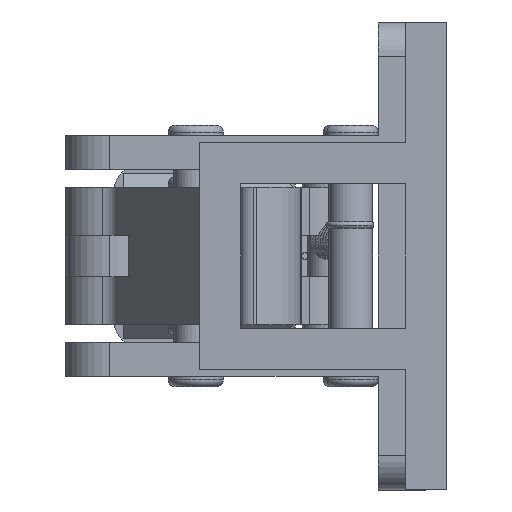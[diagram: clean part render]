
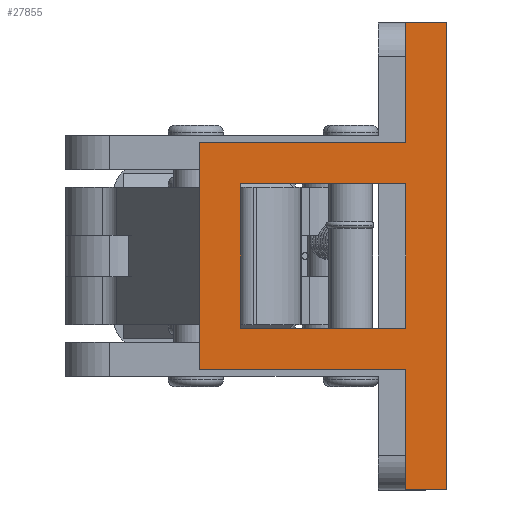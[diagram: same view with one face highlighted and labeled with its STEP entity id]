
A CAD part, left-side view. The second image highlights one B-rep face of the part: STEP entity #27855.
In plain terms, the highlighted face is planar.
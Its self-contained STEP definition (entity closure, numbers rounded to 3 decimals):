
#874 = AXIS2_PLACEMENT_3D ( 'NONE', #8032, #8566, #8155 ) ;
#1777 = LINE ( 'NONE', #14929, #1782 ) ;
#1779 = LINE ( 'NONE', #14923, #1784 ) ;
#1782 = VECTOR ( 'NONE', #14920, 1000. ) ;
#1783 = LINE ( 'NONE', #14918, #1786 ) ;
#1784 = VECTOR ( 'NONE', #14919, 1000. ) ;
#1785 = LINE ( 'NONE', #14916, #1788 ) ;
#1786 = VECTOR ( 'NONE', #14917, 1000. ) ;
#1787 = LINE ( 'NONE', #14912, #1790 ) ;
#1788 = VECTOR ( 'NONE', #14913, 1000. ) ;
#1789 = LINE ( 'NONE', #14909, #1792 ) ;
#1790 = VECTOR ( 'NONE', #14911, 1000. ) ;
#1791 = LINE ( 'NONE', #14907, #1794 ) ;
#1792 = VECTOR ( 'NONE', #14908, 1000. ) ;
#1793 = LINE ( 'NONE', #14905, #1796 ) ;
#1794 = VECTOR ( 'NONE', #14906, 1000. ) ;
#1795 = LINE ( 'NONE', #14903, #1798 ) ;
#1796 = VECTOR ( 'NONE', #14904, 1000. ) ;
#1797 = LINE ( 'NONE', #14901, #1800 ) ;
#1798 = VECTOR ( 'NONE', #14902, 1000. ) ;
#1799 = LINE ( 'NONE', #14899, #1802 ) ;
#1800 = VECTOR ( 'NONE', #14900, 1000. ) ;
#1801 = LINE ( 'NONE', #14897, #1804 ) ;
#1802 = VECTOR ( 'NONE', #14898, 1000. ) ;
#1804 = VECTOR ( 'NONE', #14896, 1000. ) ;
#4883 = VERTEX_POINT ( 'NONE', #11819 ) ;
#6919 = EDGE_CURVE ( 'NONE', #13961, #14607, #1777, .T. ) ;
#6920 = EDGE_CURVE ( 'NONE', #13247, #13961, #1779, .T. ) ;
#6921 = EDGE_CURVE ( 'NONE', #14609, #13247, #1783, .T. ) ;
#6922 = EDGE_CURVE ( 'NONE', #14607, #14609, #1785, .T. ) ;
#6923 = EDGE_CURVE ( 'NONE', #14619, #14616, #1787, .T. ) ;
#6924 = EDGE_CURVE ( 'NONE', #14616, #14622, #1789, .T. ) ;
#6925 = EDGE_CURVE ( 'NONE', #14622, #14611, #1791, .T. ) ;
#6926 = EDGE_CURVE ( 'NONE', #14611, #14085, #1793, .T. ) ;
#6927 = EDGE_CURVE ( 'NONE', #14085, #14615, #1795, .T. ) ;
#6928 = EDGE_CURVE ( 'NONE', #14615, #14610, #1797, .T. ) ;
#6929 = EDGE_CURVE ( 'NONE', #14610, #4883, #1799, .T. ) ;
#6930 = EDGE_CURVE ( 'NONE', #4883, #14619, #1801, .T. ) ;
#8032 = CARTESIAN_POINT ( 'NONE',  ( 0., 0., -8. ) ) ;
#8155 = DIRECTION ( 'NONE',  ( 1., 0., 0. ) ) ;
#8387 = PLANE ( 'NONE',  #874 ) ;
#8566 = DIRECTION ( 'NONE',  ( 0., 0., 1. ) ) ;
#11819 = CARTESIAN_POINT ( 'NONE',  ( 34., 0., -8. ) ) ;
#13086 = ORIENTED_EDGE ( 'NONE', *, *, #6930, .F. ) ;
#13087 = ORIENTED_EDGE ( 'NONE', *, *, #6929, .F. ) ;
#13088 = ORIENTED_EDGE ( 'NONE', *, *, #6928, .F. ) ;
#13089 = ORIENTED_EDGE ( 'NONE', *, *, #6927, .F. ) ;
#13090 = ORIENTED_EDGE ( 'NONE', *, *, #6926, .F. ) ;
#13091 = ORIENTED_EDGE ( 'NONE', *, *, #6925, .F. ) ;
#13092 = ORIENTED_EDGE ( 'NONE', *, *, #6924, .F. ) ;
#13093 = ORIENTED_EDGE ( 'NONE', *, *, #6923, .F. ) ;
#13094 = ORIENTED_EDGE ( 'NONE', *, *, #6922, .T. ) ;
#13095 = ORIENTED_EDGE ( 'NONE', *, *, #6921, .T. ) ;
#13096 = ORIENTED_EDGE ( 'NONE', *, *, #6920, .T. ) ;
#13097 = ORIENTED_EDGE ( 'NONE', *, *, #6919, .T. ) ;
#13247 = VERTEX_POINT ( 'NONE', #15530 ) ;
#13961 = VERTEX_POINT ( 'NONE', #24832 ) ;
#14085 = VERTEX_POINT ( 'NONE', #24804 ) ;
#14607 = VERTEX_POINT ( 'NONE', #23886 ) ;
#14609 = VERTEX_POINT ( 'NONE', #23884 ) ;
#14610 = VERTEX_POINT ( 'NONE', #23890 ) ;
#14611 = VERTEX_POINT ( 'NONE', #23883 ) ;
#14615 = VERTEX_POINT ( 'NONE', #23881 ) ;
#14616 = VERTEX_POINT ( 'NONE', #23880 ) ;
#14619 = VERTEX_POINT ( 'NONE', #23875 ) ;
#14622 = VERTEX_POINT ( 'NONE', #23874 ) ;
#14896 = DIRECTION ( 'NONE',  ( 0., 1., 0. ) ) ;
#14897 = CARTESIAN_POINT ( 'NONE',  ( 34., 0., -8. ) ) ;
#14898 = DIRECTION ( 'NONE',  ( 1., 0., 0. ) ) ;
#14899 = CARTESIAN_POINT ( 'NONE',  ( -34., 0., -8. ) ) ;
#14900 = DIRECTION ( 'NONE',  ( 0., -1., 0. ) ) ;
#14901 = CARTESIAN_POINT ( 'NONE',  ( -34., 6., -8. ) ) ;
#14902 = DIRECTION ( 'NONE',  ( -1., 0., 0. ) ) ;
#14903 = CARTESIAN_POINT ( 'NONE',  ( -16.5, 6., -8. ) ) ;
#14904 = DIRECTION ( 'NONE',  ( 0., -1., 0. ) ) ;
#14905 = CARTESIAN_POINT ( 'NONE',  ( -16.5, 36., -8. ) ) ;
#14906 = DIRECTION ( 'NONE',  ( -1., 0., 0. ) ) ;
#14907 = CARTESIAN_POINT ( 'NONE',  ( 16.5, 36., -8. ) ) ;
#14908 = DIRECTION ( 'NONE',  ( 0., 1., 0. ) ) ;
#14909 = CARTESIAN_POINT ( 'NONE',  ( 16.5, 6., -8. ) ) ;
#14911 = DIRECTION ( 'NONE',  ( -1., 0., 0. ) ) ;
#14912 = CARTESIAN_POINT ( 'NONE',  ( 34., 6., -8. ) ) ;
#14913 = DIRECTION ( 'NONE',  ( 0., 1., 0. ) ) ;
#14916 = CARTESIAN_POINT ( 'NONE',  ( 10.5, 30., -8. ) ) ;
#14917 = DIRECTION ( 'NONE',  ( -1., 0., 0. ) ) ;
#14918 = CARTESIAN_POINT ( 'NONE',  ( -10.5, 30., -8. ) ) ;
#14919 = DIRECTION ( 'NONE',  ( 0., -1., 0. ) ) ;
#14920 = DIRECTION ( 'NONE',  ( 1., 0., 0. ) ) ;
#14923 = CARTESIAN_POINT ( 'NONE',  ( -10.5, 30., -8. ) ) ;
#14929 = CARTESIAN_POINT ( 'NONE',  ( -10.5, 6., -8. ) ) ;
#15530 = CARTESIAN_POINT ( 'NONE',  ( -10.5, 30., -8. ) ) ;
#16697 = EDGE_LOOP ( 'NONE', ( #13094, #13095, #13096, #13097 ) ) ;
#16705 = EDGE_LOOP ( 'NONE', ( #13086, #13087, #13088, #13089, #13090, #13091, #13092, #13093 ) ) ;
#19056 = FACE_OUTER_BOUND ( 'NONE', #16705, .T. ) ;
#19064 = FACE_BOUND ( 'NONE', #16697, .T. ) ;
#23874 = CARTESIAN_POINT ( 'NONE',  ( 16.5, 36., -8. ) ) ;
#23875 = CARTESIAN_POINT ( 'NONE',  ( 34., 6., -8. ) ) ;
#23880 = CARTESIAN_POINT ( 'NONE',  ( 16.5, 6., -8. ) ) ;
#23881 = CARTESIAN_POINT ( 'NONE',  ( -34., 6., -8. ) ) ;
#23883 = CARTESIAN_POINT ( 'NONE',  ( -16.5, 36., -8. ) ) ;
#23884 = CARTESIAN_POINT ( 'NONE',  ( 10.5, 30., -8. ) ) ;
#23886 = CARTESIAN_POINT ( 'NONE',  ( 10.5, 6., -8. ) ) ;
#23890 = CARTESIAN_POINT ( 'NONE',  ( -34., 0., -8. ) ) ;
#24804 = CARTESIAN_POINT ( 'NONE',  ( -16.5, 6., -8. ) ) ;
#24832 = CARTESIAN_POINT ( 'NONE',  ( -10.5, 6., -8. ) ) ;
#27855 = ADVANCED_FACE ( 'NONE', ( #19056, #19064 ), #8387, .F. ) ;
